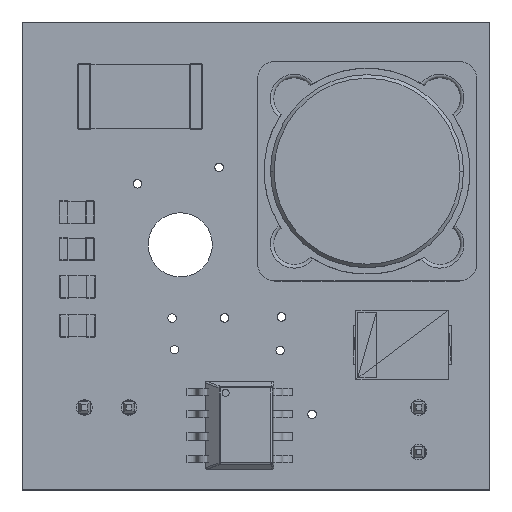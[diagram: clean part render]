
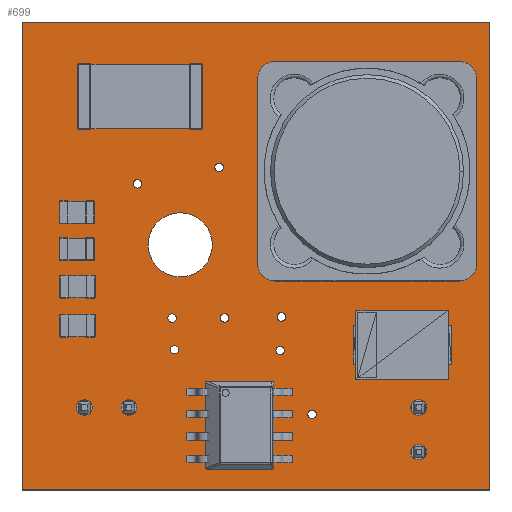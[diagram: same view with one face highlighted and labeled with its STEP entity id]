
A CAD part, top view. The second image highlights one B-rep face of the part: STEP entity #699.
In plain terms, the highlighted planar face has unit normal (0, 0, 1).
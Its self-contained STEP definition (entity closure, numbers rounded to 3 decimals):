
#85 = VERTEX_POINT('',#86);
#86 = CARTESIAN_POINT('',(38.095,-5.873,0.));
#103 = VERTEX_POINT('',#104);
#104 = CARTESIAN_POINT('',(64.765,-5.873,0.));
#110 = EDGE_CURVE('',#85,#103,#111,.T.);
#111 = LINE('',#112,#113);
#112 = CARTESIAN_POINT('',(38.095,-5.873,0.));
#113 = VECTOR('',#114,1.);
#114 = DIRECTION('',(1.,0.,0.));
#134 = VERTEX_POINT('',#135);
#135 = CARTESIAN_POINT('',(64.765,20.797,0.));
#141 = EDGE_CURVE('',#103,#134,#142,.T.);
#142 = LINE('',#143,#144);
#143 = CARTESIAN_POINT('',(64.765,-5.873,0.));
#144 = VECTOR('',#145,1.);
#145 = DIRECTION('',(0.,1.,0.));
#165 = VERTEX_POINT('',#166);
#166 = CARTESIAN_POINT('',(38.095,20.797,0.));
#172 = EDGE_CURVE('',#134,#165,#173,.T.);
#173 = LINE('',#174,#175);
#174 = CARTESIAN_POINT('',(64.765,20.797,0.));
#175 = VECTOR('',#176,1.);
#176 = DIRECTION('',(-1.,0.,0.));
#194 = EDGE_CURVE('',#165,#85,#195,.T.);
#195 = LINE('',#196,#197);
#196 = CARTESIAN_POINT('',(38.095,20.797,0.));
#197 = VECTOR('',#198,1.);
#198 = DIRECTION('',(0.,-1.,0.));
#209 = VERTEX_POINT('',#210);
#210 = CARTESIAN_POINT('',(48.941,8.097,0.));
#226 = EDGE_CURVE('',#209,#209,#227,.T.);
#227 = CIRCLE('',#228,1.829);
#228 = AXIS2_PLACEMENT_3D('',#229,#230,#231);
#229 = CARTESIAN_POINT('',(47.112,8.097,0.));
#230 = DIRECTION('',(0.,0.,-1.));
#231 = DIRECTION('',(1.,0.,0.));
#242 = VERTEX_POINT('',#243);
#243 = CARTESIAN_POINT('',(61.152,-1.175,0.));
#259 = EDGE_CURVE('',#242,#242,#260,.T.);
#260 = CIRCLE('',#261,0.45);
#261 = AXIS2_PLACEMENT_3D('',#262,#263,#264);
#262 = CARTESIAN_POINT('',(60.702,-1.175,0.));
#263 = DIRECTION('',(0.,0.,-1.));
#264 = DIRECTION('',(1.,0.,0.));
#275 = VERTEX_POINT('',#276);
#276 = CARTESIAN_POINT('',(61.152,-3.715,0.));
#292 = EDGE_CURVE('',#275,#275,#293,.T.);
#293 = CIRCLE('',#294,0.45);
#294 = AXIS2_PLACEMENT_3D('',#295,#296,#297);
#295 = CARTESIAN_POINT('',(60.702,-3.715,0.));
#296 = DIRECTION('',(0.,0.,-1.));
#297 = DIRECTION('',(1.,0.,0.));
#308 = VERTEX_POINT('',#309);
#309 = CARTESIAN_POINT('',(42.101,-1.174,0.));
#325 = EDGE_CURVE('',#308,#308,#326,.T.);
#326 = CIRCLE('',#327,0.45);
#327 = AXIS2_PLACEMENT_3D('',#328,#329,#330);
#328 = CARTESIAN_POINT('',(41.651,-1.174,0.));
#329 = DIRECTION('',(0.,0.,-1.));
#330 = DIRECTION('',(1.,0.,0.));
#341 = VERTEX_POINT('',#342);
#342 = CARTESIAN_POINT('',(44.641,-1.174,0.));
#358 = EDGE_CURVE('',#341,#341,#359,.T.);
#359 = CIRCLE('',#360,0.45);
#360 = AXIS2_PLACEMENT_3D('',#361,#362,#363);
#361 = CARTESIAN_POINT('',(44.191,-1.174,0.));
#362 = DIRECTION('',(0.,0.,-1.));
#363 = DIRECTION('',(1.,0.,0.));
#374 = VERTEX_POINT('',#375);
#375 = CARTESIAN_POINT('',(49.405,-0.251,0.));
#391 = EDGE_CURVE('',#374,#374,#392,.T.);
#392 = CIRCLE('',#393,0.243);
#393 = AXIS2_PLACEMENT_3D('',#394,#395,#396);
#394 = CARTESIAN_POINT('',(49.163,-0.251,0.));
#395 = DIRECTION('',(0.,0.,-1.));
#396 = DIRECTION('',(1.,0.,0.));
#407 = VERTEX_POINT('',#408);
#408 = CARTESIAN_POINT('',(52.076,-0.213,0.));
#424 = EDGE_CURVE('',#407,#407,#425,.T.);
#425 = CIRCLE('',#426,0.243);
#426 = AXIS2_PLACEMENT_3D('',#427,#428,#429);
#427 = CARTESIAN_POINT('',(51.833,-0.213,0.));
#428 = DIRECTION('',(0.,0.,-1.));
#429 = DIRECTION('',(1.,0.,0.));
#440 = VERTEX_POINT('',#441);
#441 = CARTESIAN_POINT('',(49.57,12.516,0.));
#457 = EDGE_CURVE('',#440,#440,#458,.T.);
#458 = CIRCLE('',#459,0.243);
#459 = AXIS2_PLACEMENT_3D('',#460,#461,#462);
#460 = CARTESIAN_POINT('',(49.327,12.516,0.));
#461 = DIRECTION('',(0.,0.,-1.));
#462 = DIRECTION('',(1.,0.,0.));
#473 = VERTEX_POINT('',#474);
#474 = CARTESIAN_POINT('',(54.866,-1.561,0.));
#490 = EDGE_CURVE('',#473,#473,#491,.T.);
#491 = CIRCLE('',#492,0.243);
#492 = AXIS2_PLACEMENT_3D('',#493,#494,#495);
#493 = CARTESIAN_POINT('',(54.623,-1.561,0.));
#494 = DIRECTION('',(0.,0.,-1.));
#495 = DIRECTION('',(1.,0.,0.));
#506 = VERTEX_POINT('',#507);
#507 = CARTESIAN_POINT('',(44.91,11.577,0.));
#523 = EDGE_CURVE('',#506,#506,#524,.T.);
#524 = CIRCLE('',#525,0.243);
#525 = AXIS2_PLACEMENT_3D('',#526,#527,#528);
#526 = CARTESIAN_POINT('',(44.668,11.577,0.));
#527 = DIRECTION('',(0.,0.,-1.));
#528 = DIRECTION('',(1.,0.,0.));
#539 = VERTEX_POINT('',#540);
#540 = CARTESIAN_POINT('',(49.881,3.933,0.));
#556 = EDGE_CURVE('',#539,#539,#557,.T.);
#557 = CIRCLE('',#558,0.243);
#558 = AXIS2_PLACEMENT_3D('',#559,#560,#561);
#559 = CARTESIAN_POINT('',(49.638,3.933,0.));
#560 = DIRECTION('',(0.,0.,-1.));
#561 = DIRECTION('',(1.,0.,0.));
#572 = VERTEX_POINT('',#573);
#573 = CARTESIAN_POINT('',(53.054,2.076,0.));
#589 = EDGE_CURVE('',#572,#572,#590,.T.);
#590 = CIRCLE('',#591,0.243);
#591 = AXIS2_PLACEMENT_3D('',#592,#593,#594);
#592 = CARTESIAN_POINT('',(52.811,2.076,0.));
#593 = DIRECTION('',(0.,0.,-1.));
#594 = DIRECTION('',(1.,0.,0.));
#605 = VERTEX_POINT('',#606);
#606 = CARTESIAN_POINT('',(47.029,2.121,0.));
#622 = EDGE_CURVE('',#605,#605,#623,.T.);
#623 = CIRCLE('',#624,0.243);
#624 = AXIS2_PLACEMENT_3D('',#625,#626,#627);
#625 = CARTESIAN_POINT('',(46.786,2.121,0.));
#626 = DIRECTION('',(0.,0.,-1.));
#627 = DIRECTION('',(1.,0.,0.));
#638 = VERTEX_POINT('',#639);
#639 = CARTESIAN_POINT('',(46.893,3.92,0.));
#655 = EDGE_CURVE('',#638,#638,#656,.T.);
#656 = CIRCLE('',#657,0.243);
#657 = AXIS2_PLACEMENT_3D('',#658,#659,#660);
#658 = CARTESIAN_POINT('',(46.651,3.92,0.));
#659 = DIRECTION('',(0.,0.,-1.));
#660 = DIRECTION('',(1.,0.,0.));
#671 = VERTEX_POINT('',#672);
#672 = CARTESIAN_POINT('',(53.118,3.988,0.));
#688 = EDGE_CURVE('',#671,#671,#689,.T.);
#689 = CIRCLE('',#690,0.243);
#690 = AXIS2_PLACEMENT_3D('',#691,#692,#693);
#691 = CARTESIAN_POINT('',(52.875,3.988,0.));
#692 = DIRECTION('',(0.,0.,-1.));
#693 = DIRECTION('',(1.,0.,0.));
#699 = ADVANCED_FACE('',(#700,#706,#709,#712,#715,#718,#721,#724,#727,
    #730,#733,#736,#739,#742,#745,#748),#751,.F.);
#700 = FACE_BOUND('',#701,.T.);
#701 = EDGE_LOOP('',(#702,#703,#704,#705));
#702 = ORIENTED_EDGE('',*,*,#110,.T.);
#703 = ORIENTED_EDGE('',*,*,#141,.T.);
#704 = ORIENTED_EDGE('',*,*,#172,.T.);
#705 = ORIENTED_EDGE('',*,*,#194,.T.);
#706 = FACE_BOUND('',#707,.T.);
#707 = EDGE_LOOP('',(#708));
#708 = ORIENTED_EDGE('',*,*,#226,.T.);
#709 = FACE_BOUND('',#710,.T.);
#710 = EDGE_LOOP('',(#711));
#711 = ORIENTED_EDGE('',*,*,#259,.T.);
#712 = FACE_BOUND('',#713,.T.);
#713 = EDGE_LOOP('',(#714));
#714 = ORIENTED_EDGE('',*,*,#292,.T.);
#715 = FACE_BOUND('',#716,.T.);
#716 = EDGE_LOOP('',(#717));
#717 = ORIENTED_EDGE('',*,*,#325,.T.);
#718 = FACE_BOUND('',#719,.T.);
#719 = EDGE_LOOP('',(#720));
#720 = ORIENTED_EDGE('',*,*,#358,.T.);
#721 = FACE_BOUND('',#722,.T.);
#722 = EDGE_LOOP('',(#723));
#723 = ORIENTED_EDGE('',*,*,#391,.T.);
#724 = FACE_BOUND('',#725,.T.);
#725 = EDGE_LOOP('',(#726));
#726 = ORIENTED_EDGE('',*,*,#424,.T.);
#727 = FACE_BOUND('',#728,.T.);
#728 = EDGE_LOOP('',(#729));
#729 = ORIENTED_EDGE('',*,*,#457,.T.);
#730 = FACE_BOUND('',#731,.T.);
#731 = EDGE_LOOP('',(#732));
#732 = ORIENTED_EDGE('',*,*,#490,.T.);
#733 = FACE_BOUND('',#734,.T.);
#734 = EDGE_LOOP('',(#735));
#735 = ORIENTED_EDGE('',*,*,#523,.T.);
#736 = FACE_BOUND('',#737,.T.);
#737 = EDGE_LOOP('',(#738));
#738 = ORIENTED_EDGE('',*,*,#556,.T.);
#739 = FACE_BOUND('',#740,.T.);
#740 = EDGE_LOOP('',(#741));
#741 = ORIENTED_EDGE('',*,*,#589,.T.);
#742 = FACE_BOUND('',#743,.T.);
#743 = EDGE_LOOP('',(#744));
#744 = ORIENTED_EDGE('',*,*,#622,.T.);
#745 = FACE_BOUND('',#746,.T.);
#746 = EDGE_LOOP('',(#747));
#747 = ORIENTED_EDGE('',*,*,#655,.T.);
#748 = FACE_BOUND('',#749,.T.);
#749 = EDGE_LOOP('',(#750));
#750 = ORIENTED_EDGE('',*,*,#688,.T.);
#751 = PLANE('',#752);
#752 = AXIS2_PLACEMENT_3D('',#753,#754,#755);
#753 = CARTESIAN_POINT('',(38.095,-5.873,0.));
#754 = DIRECTION('',(0.,0.,-1.));
#755 = DIRECTION('',(-1.,0.,0.));
